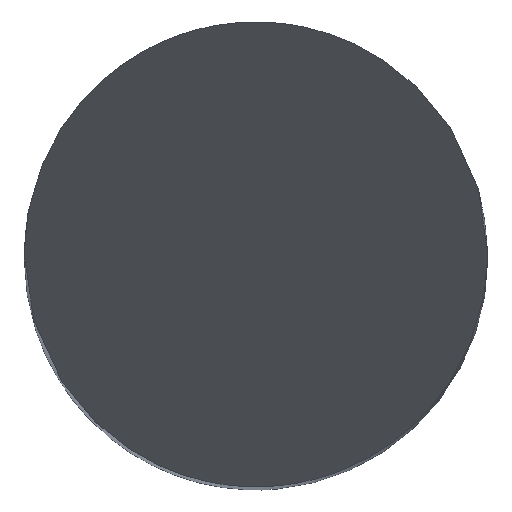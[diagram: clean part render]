
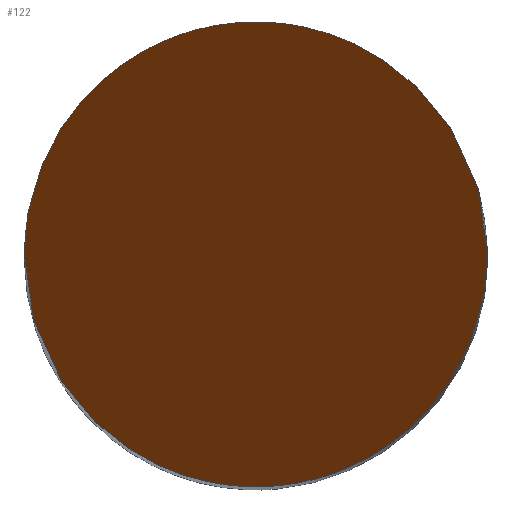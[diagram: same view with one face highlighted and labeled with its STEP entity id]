
A CAD part, top view. The second image highlights one B-rep face of the part: STEP entity #122.
In plain terms, the highlighted planar face has unit normal (0, -0.866, 0.5).
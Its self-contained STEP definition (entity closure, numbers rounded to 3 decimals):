
#73=PLANE('',#750);
#76=(
BOUNDED_CURVE()
B_SPLINE_CURVE(3,(#1215,#1216,#1217,#1218),.UNSPECIFIED.,.F.,.F.)
B_SPLINE_CURVE_WITH_KNOTS((4,4),(0.,1.),.UNSPECIFIED.)
CURVE()
GEOMETRIC_REPRESENTATION_ITEM()
RATIONAL_B_SPLINE_CURVE((1.,0.333,0.333,1.))
REPRESENTATION_ITEM('')
);
#77=(
BOUNDED_CURVE()
B_SPLINE_CURVE(3,(#1241,#1242,#1243,#1244),.UNSPECIFIED.,.F.,.F.)
B_SPLINE_CURVE_WITH_KNOTS((4,4),(0.,1.),.UNSPECIFIED.)
CURVE()
GEOMETRIC_REPRESENTATION_ITEM()
RATIONAL_B_SPLINE_CURVE((1.,0.333,0.333,1.))
REPRESENTATION_ITEM('')
);
#122=ADVANCED_FACE('',(#172),#73,.F.);
#172=FACE_OUTER_BOUND('',#211,.T.);
#211=EDGE_LOOP('',(#467,#468));
#467=ORIENTED_EDGE('',*,*,#574,.T.);
#468=ORIENTED_EDGE('',*,*,#570,.T.);
#494=VERTEX_POINT('',#1213);
#496=VERTEX_POINT('',#1219);
#570=EDGE_CURVE('',#496,#494,#76,.T.);
#574=EDGE_CURVE('',#494,#496,#77,.T.);
#750=AXIS2_PLACEMENT_3D('',#1584,#881,#882);
#881=DIRECTION('',(0.,0.866,-0.5));
#882=DIRECTION('',(0.,0.5,0.866));
#1213=CARTESIAN_POINT('',(-2.,0.,0.));
#1215=CARTESIAN_POINT('',(2.,0.,0.));
#1216=CARTESIAN_POINT('',(2.,4.,6.928));
#1217=CARTESIAN_POINT('',(-2.,4.,6.928));
#1218=CARTESIAN_POINT('',(-2.,0.,0.));
#1219=CARTESIAN_POINT('',(2.,0.,0.));
#1241=CARTESIAN_POINT('',(-2.,0.,0.));
#1242=CARTESIAN_POINT('',(-2.,-4.,-6.928));
#1243=CARTESIAN_POINT('',(2.,-4.,-6.928));
#1244=CARTESIAN_POINT('',(2.,0.,0.));
#1584=CARTESIAN_POINT('',(2.,3.319,5.748));
